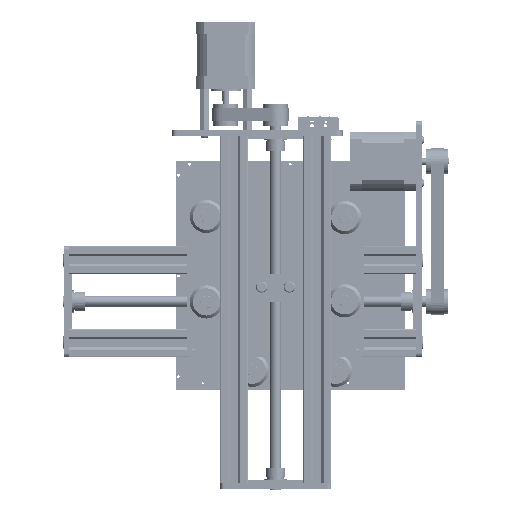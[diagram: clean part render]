
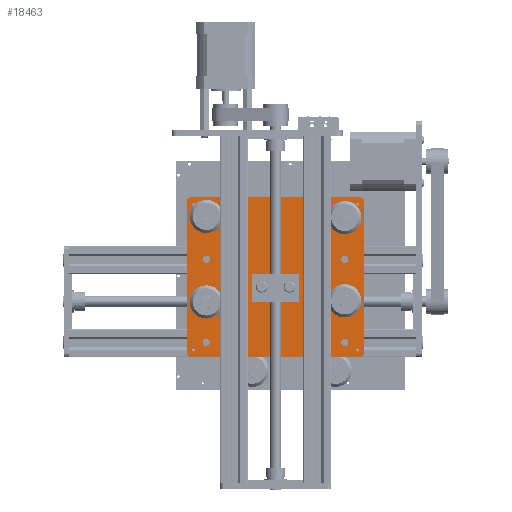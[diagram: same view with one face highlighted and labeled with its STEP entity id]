
A CAD part, front view. The second image highlights one B-rep face of the part: STEP entity #18463.
In plain terms, the highlighted planar face has unit normal (0, -1, 0).
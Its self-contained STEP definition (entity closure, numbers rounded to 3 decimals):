
#1413=FACE_BOUND('',#3862,.T.);
#1414=FACE_BOUND('',#3863,.T.);
#1415=FACE_BOUND('',#3864,.T.);
#1416=FACE_BOUND('',#3865,.T.);
#1417=FACE_BOUND('',#3866,.T.);
#1418=FACE_BOUND('',#3867,.T.);
#1419=FACE_BOUND('',#3868,.T.);
#1420=FACE_BOUND('',#3869,.T.);
#1421=FACE_BOUND('',#3870,.T.);
#1422=FACE_BOUND('',#3871,.T.);
#1423=FACE_BOUND('',#3872,.T.);
#1424=FACE_BOUND('',#3873,.T.);
#1425=FACE_BOUND('',#3874,.T.);
#1426=FACE_BOUND('',#3875,.T.);
#1889=PLANE('',#20492);
#2674=FACE_OUTER_BOUND('',#3861,.T.);
#3861=EDGE_LOOP('',(#15251,#15252,#15253,#15254,#15255,#15256,#15257,#15258));
#3862=EDGE_LOOP('',(#15259));
#3863=EDGE_LOOP('',(#15260));
#3864=EDGE_LOOP('',(#15261));
#3865=EDGE_LOOP('',(#15262));
#3866=EDGE_LOOP('',(#15263));
#3867=EDGE_LOOP('',(#15264));
#3868=EDGE_LOOP('',(#15265));
#3869=EDGE_LOOP('',(#15266));
#3870=EDGE_LOOP('',(#15267));
#3871=EDGE_LOOP('',(#15268));
#3872=EDGE_LOOP('',(#15269));
#3873=EDGE_LOOP('',(#15270));
#3874=EDGE_LOOP('',(#15271));
#3875=EDGE_LOOP('',(#15272));
#5287=LINE('',#35187,#6788);
#5293=LINE('',#35202,#6794);
#5309=LINE('',#35264,#6810);
#5310=LINE('',#35266,#6811);
#6788=VECTOR('',#24286,10.);
#6794=VECTOR('',#24302,10.);
#6810=VECTOR('',#24380,10.);
#6811=VECTOR('',#24383,10.);
#7816=CIRCLE('',#20434,3.);
#7835=CIRCLE('',#20456,3.);
#7836=CIRCLE('',#20458,3.);
#7837=CIRCLE('',#20461,3.);
#7838=CIRCLE('',#20463,2.6);
#7839=CIRCLE('',#20465,2.6);
#7840=CIRCLE('',#20467,3.55);
#7841=CIRCLE('',#20469,3.55);
#7842=CIRCLE('',#20471,2.6);
#7843=CIRCLE('',#20473,2.6);
#7844=CIRCLE('',#20475,2.6);
#7845=CIRCLE('',#20477,2.6);
#7846=CIRCLE('',#20479,2.6);
#7847=CIRCLE('',#20481,2.6);
#7848=CIRCLE('',#20483,1.);
#7849=CIRCLE('',#20485,1.);
#7850=CIRCLE('',#20487,1.);
#7851=CIRCLE('',#20489,1.);
#9030=VERTEX_POINT('',#35135);
#9031=VERTEX_POINT('',#35136);
#9054=VERTEX_POINT('',#35186);
#9055=VERTEX_POINT('',#35190);
#9056=VERTEX_POINT('',#35194);
#9057=VERTEX_POINT('',#35195);
#9058=VERTEX_POINT('',#35200);
#9059=VERTEX_POINT('',#35204);
#9060=VERTEX_POINT('',#35208);
#9061=VERTEX_POINT('',#35212);
#9062=VERTEX_POINT('',#35216);
#9063=VERTEX_POINT('',#35220);
#9064=VERTEX_POINT('',#35224);
#9065=VERTEX_POINT('',#35228);
#9066=VERTEX_POINT('',#35232);
#9067=VERTEX_POINT('',#35236);
#9068=VERTEX_POINT('',#35240);
#9069=VERTEX_POINT('',#35244);
#9070=VERTEX_POINT('',#35248);
#9071=VERTEX_POINT('',#35252);
#9072=VERTEX_POINT('',#35256);
#9073=VERTEX_POINT('',#35260);
#11188=EDGE_CURVE('',#9030,#9031,#7816,.T.);
#11213=EDGE_CURVE('',#9054,#9031,#5287,.T.);
#11215=EDGE_CURVE('',#9054,#9055,#7835,.T.);
#11217=EDGE_CURVE('',#9056,#9057,#7836,.T.);
#11221=EDGE_CURVE('',#9056,#9058,#5293,.T.);
#11222=EDGE_CURVE('',#9059,#9058,#7837,.T.);
#11224=EDGE_CURVE('',#9060,#9060,#7838,.T.);
#11226=EDGE_CURVE('',#9061,#9061,#7839,.T.);
#11228=EDGE_CURVE('',#9062,#9062,#7840,.T.);
#11230=EDGE_CURVE('',#9063,#9063,#7841,.T.);
#11232=EDGE_CURVE('',#9064,#9064,#7842,.T.);
#11234=EDGE_CURVE('',#9065,#9065,#7843,.T.);
#11236=EDGE_CURVE('',#9066,#9066,#7844,.T.);
#11238=EDGE_CURVE('',#9067,#9067,#7845,.T.);
#11240=EDGE_CURVE('',#9068,#9068,#7846,.T.);
#11242=EDGE_CURVE('',#9069,#9069,#7847,.T.);
#11244=EDGE_CURVE('',#9070,#9070,#7848,.T.);
#11246=EDGE_CURVE('',#9071,#9071,#7849,.T.);
#11248=EDGE_CURVE('',#9072,#9072,#7850,.T.);
#11250=EDGE_CURVE('',#9073,#9073,#7851,.T.);
#11252=EDGE_CURVE('',#9030,#9057,#5309,.T.);
#11253=EDGE_CURVE('',#9059,#9055,#5310,.T.);
#15251=ORIENTED_EDGE('',*,*,#11188,.F.);
#15252=ORIENTED_EDGE('',*,*,#11252,.T.);
#15253=ORIENTED_EDGE('',*,*,#11217,.F.);
#15254=ORIENTED_EDGE('',*,*,#11221,.T.);
#15255=ORIENTED_EDGE('',*,*,#11222,.F.);
#15256=ORIENTED_EDGE('',*,*,#11253,.T.);
#15257=ORIENTED_EDGE('',*,*,#11215,.F.);
#15258=ORIENTED_EDGE('',*,*,#11213,.T.);
#15259=ORIENTED_EDGE('',*,*,#11250,.T.);
#15260=ORIENTED_EDGE('',*,*,#11248,.T.);
#15261=ORIENTED_EDGE('',*,*,#11246,.T.);
#15262=ORIENTED_EDGE('',*,*,#11244,.T.);
#15263=ORIENTED_EDGE('',*,*,#11242,.T.);
#15264=ORIENTED_EDGE('',*,*,#11240,.T.);
#15265=ORIENTED_EDGE('',*,*,#11238,.T.);
#15266=ORIENTED_EDGE('',*,*,#11236,.T.);
#15267=ORIENTED_EDGE('',*,*,#11234,.T.);
#15268=ORIENTED_EDGE('',*,*,#11232,.T.);
#15269=ORIENTED_EDGE('',*,*,#11230,.T.);
#15270=ORIENTED_EDGE('',*,*,#11228,.T.);
#15271=ORIENTED_EDGE('',*,*,#11226,.T.);
#15272=ORIENTED_EDGE('',*,*,#11224,.T.);
#18463=ADVANCED_FACE('',(#2674,#1413,#1414,#1415,#1416,#1417,#1418,#1419,
#1420,#1421,#1422,#1423,#1424,#1425,#1426),#1889,.F.);
#20434=AXIS2_PLACEMENT_3D('',#35137,#24238,#24239);
#20456=AXIS2_PLACEMENT_3D('',#35191,#24290,#24291);
#20458=AXIS2_PLACEMENT_3D('',#35196,#24295,#24296);
#20461=AXIS2_PLACEMENT_3D('',#35205,#24305,#24306);
#20463=AXIS2_PLACEMENT_3D('',#35209,#24310,#24311);
#20465=AXIS2_PLACEMENT_3D('',#35213,#24315,#24316);
#20467=AXIS2_PLACEMENT_3D('',#35217,#24320,#24321);
#20469=AXIS2_PLACEMENT_3D('',#35221,#24325,#24326);
#20471=AXIS2_PLACEMENT_3D('',#35225,#24330,#24331);
#20473=AXIS2_PLACEMENT_3D('',#35229,#24335,#24336);
#20475=AXIS2_PLACEMENT_3D('',#35233,#24340,#24341);
#20477=AXIS2_PLACEMENT_3D('',#35237,#24345,#24346);
#20479=AXIS2_PLACEMENT_3D('',#35241,#24350,#24351);
#20481=AXIS2_PLACEMENT_3D('',#35245,#24355,#24356);
#20483=AXIS2_PLACEMENT_3D('',#35249,#24360,#24361);
#20485=AXIS2_PLACEMENT_3D('',#35253,#24365,#24366);
#20487=AXIS2_PLACEMENT_3D('',#35257,#24370,#24371);
#20489=AXIS2_PLACEMENT_3D('',#35261,#24375,#24376);
#20492=AXIS2_PLACEMENT_3D('',#35267,#24384,#24385);
#24238=DIRECTION('center_axis',(0.,1.,0.));
#24239=DIRECTION('ref_axis',(0.707,0.,-0.707));
#24286=DIRECTION('',(1.,0.,0.));
#24290=DIRECTION('center_axis',(0.,1.,0.));
#24291=DIRECTION('ref_axis',(-0.707,0.,-0.707));
#24295=DIRECTION('center_axis',(0.,1.,0.));
#24296=DIRECTION('ref_axis',(0.707,0.,0.707));
#24302=DIRECTION('',(-1.,0.,0.));
#24305=DIRECTION('center_axis',(0.,1.,0.));
#24306=DIRECTION('ref_axis',(-0.707,0.,0.707));
#24310=DIRECTION('center_axis',(0.,1.,0.));
#24311=DIRECTION('ref_axis',(1.,0.,0.));
#24315=DIRECTION('center_axis',(0.,1.,0.));
#24316=DIRECTION('ref_axis',(1.,0.,0.));
#24320=DIRECTION('center_axis',(0.,1.,0.));
#24321=DIRECTION('ref_axis',(1.,0.,0.));
#24325=DIRECTION('center_axis',(0.,1.,0.));
#24326=DIRECTION('ref_axis',(1.,0.,0.));
#24330=DIRECTION('center_axis',(0.,1.,0.));
#24331=DIRECTION('ref_axis',(1.,0.,0.));
#24335=DIRECTION('center_axis',(0.,1.,0.));
#24336=DIRECTION('ref_axis',(1.,0.,0.));
#24340=DIRECTION('center_axis',(0.,1.,0.));
#24341=DIRECTION('ref_axis',(1.,0.,0.));
#24345=DIRECTION('center_axis',(0.,1.,0.));
#24346=DIRECTION('ref_axis',(1.,0.,0.));
#24350=DIRECTION('center_axis',(0.,1.,0.));
#24351=DIRECTION('ref_axis',(1.,0.,0.));
#24355=DIRECTION('center_axis',(0.,1.,0.));
#24356=DIRECTION('ref_axis',(1.,0.,0.));
#24360=DIRECTION('center_axis',(0.,1.,0.));
#24361=DIRECTION('ref_axis',(1.,0.,0.));
#24365=DIRECTION('center_axis',(0.,1.,0.));
#24366=DIRECTION('ref_axis',(1.,0.,0.));
#24370=DIRECTION('center_axis',(0.,1.,0.));
#24371=DIRECTION('ref_axis',(1.,0.,0.));
#24375=DIRECTION('center_axis',(0.,1.,0.));
#24376=DIRECTION('ref_axis',(1.,0.,0.));
#24380=DIRECTION('',(0.,0.,1.));
#24383=DIRECTION('',(0.,0.,-1.));
#24384=DIRECTION('center_axis',(0.,1.,0.));
#24385=DIRECTION('ref_axis',(1.,0.,0.));
#35135=CARTESIAN_POINT('',(64.,22.44,218.741));
#35136=CARTESIAN_POINT('',(61.,22.44,215.741));
#35137=CARTESIAN_POINT('Origin',(61.,22.44,218.741));
#35186=CARTESIAN_POINT('',(-61.,22.44,215.741));
#35187=CARTESIAN_POINT('',(-64.,22.44,215.741));
#35190=CARTESIAN_POINT('',(-64.,22.44,218.741));
#35191=CARTESIAN_POINT('Origin',(-61.,22.44,218.741));
#35194=CARTESIAN_POINT('',(61.,22.44,330.741));
#35195=CARTESIAN_POINT('',(64.,22.44,327.741));
#35196=CARTESIAN_POINT('Origin',(61.,22.44,327.741));
#35200=CARTESIAN_POINT('',(-61.,22.44,330.741));
#35202=CARTESIAN_POINT('',(64.,22.44,330.741));
#35204=CARTESIAN_POINT('',(-64.,22.44,327.741));
#35205=CARTESIAN_POINT('Origin',(-61.,22.44,327.741));
#35208=CARTESIAN_POINT('',(-52.45,22.44,255.951));
#35209=CARTESIAN_POINT('Origin',(-49.85,22.44,255.951));
#35212=CARTESIAN_POINT('',(-52.45,22.44,316.591));
#35213=CARTESIAN_POINT('Origin',(-49.85,22.44,316.591));
#35216=CARTESIAN_POINT('',(46.3,22.44,316.591));
#35217=CARTESIAN_POINT('Origin',(49.85,22.44,316.591));
#35220=CARTESIAN_POINT('',(46.3,22.44,255.951));
#35221=CARTESIAN_POINT('Origin',(49.85,22.44,255.951));
#35224=CARTESIAN_POINT('',(47.25,22.44,286.271));
#35225=CARTESIAN_POINT('Origin',(49.85,22.44,286.271));
#35228=CARTESIAN_POINT('',(-52.45,22.44,286.271));
#35229=CARTESIAN_POINT('Origin',(-49.85,22.44,286.271));
#35232=CARTESIAN_POINT('',(47.25,22.44,226.271));
#35233=CARTESIAN_POINT('Origin',(49.85,22.44,226.271));
#35236=CARTESIAN_POINT('',(-52.45,22.44,226.271));
#35237=CARTESIAN_POINT('Origin',(-49.85,22.44,226.271));
#35240=CARTESIAN_POINT('',(7.4,22.44,265.951));
#35241=CARTESIAN_POINT('Origin',(10.,22.44,265.951));
#35244=CARTESIAN_POINT('',(-12.6,22.44,265.951));
#35245=CARTESIAN_POINT('Origin',(-10.,22.44,265.951));
#35248=CARTESIAN_POINT('',(-60.,22.44,220.741));
#35249=CARTESIAN_POINT('Origin',(-59.,22.44,220.741));
#35252=CARTESIAN_POINT('',(58.,22.44,220.741));
#35253=CARTESIAN_POINT('Origin',(59.,22.44,220.741));
#35256=CARTESIAN_POINT('',(-60.,22.44,325.741));
#35257=CARTESIAN_POINT('Origin',(-59.,22.44,325.741));
#35260=CARTESIAN_POINT('',(58.,22.44,325.741));
#35261=CARTESIAN_POINT('Origin',(59.,22.44,325.741));
#35264=CARTESIAN_POINT('',(64.,22.44,215.741));
#35266=CARTESIAN_POINT('',(-64.,22.44,330.741));
#35267=CARTESIAN_POINT('Origin',(0.,22.44,273.241));
